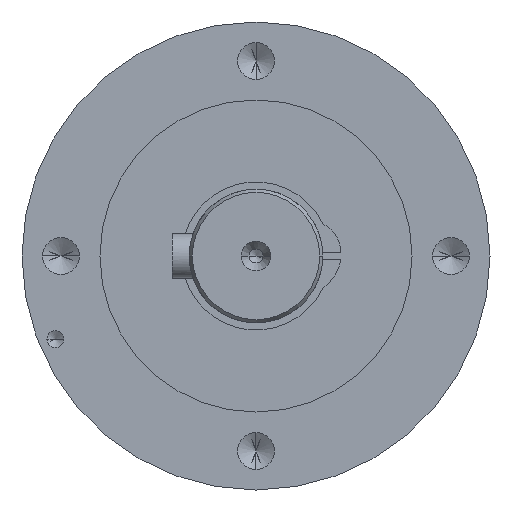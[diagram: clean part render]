
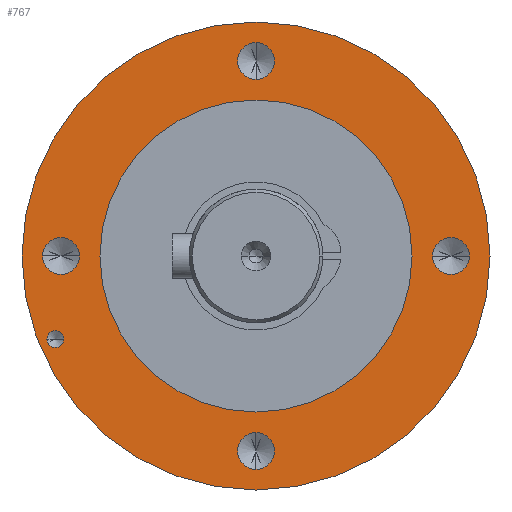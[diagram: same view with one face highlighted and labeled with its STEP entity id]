
A CAD part, left-side view. The second image highlights one B-rep face of the part: STEP entity #767.
In plain terms, the highlighted planar face has unit normal (-1, 0, 0).
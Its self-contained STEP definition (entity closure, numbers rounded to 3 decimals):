
#1=CARTESIAN_POINT('',(0.,0.,0.));
#2=DIRECTION('',(-1.,0.,0.));
#3=DIRECTION('',(0.,1.,0.));
#4=AXIS2_PLACEMENT_3D('',#1,#2,#3);
#6=CARTESIAN_POINT('',(0.,0.,0.));
#7=DIRECTION('',(1.,0.,0.));
#8=DIRECTION('',(0.,1.,0.));
#9=AXIS2_PLACEMENT_3D('',#6,#7,#8);
#11=CARTESIAN_POINT('',(0.,17.5,0.));
#12=DIRECTION('',(-1.,0.,0.));
#13=DIRECTION('',(0.,1.,0.));
#14=AXIS2_PLACEMENT_3D('',#11,#12,#13);
#16=CARTESIAN_POINT('',(0.,17.5,0.));
#17=DIRECTION('',(-1.,0.,0.));
#18=DIRECTION('',(0.,-1.,0.));
#19=AXIS2_PLACEMENT_3D('',#16,#17,#18);
#21=CARTESIAN_POINT('',(0.,0.,17.5));
#22=DIRECTION('',(-1.,0.,0.));
#23=DIRECTION('',(0.,0.,1.));
#24=AXIS2_PLACEMENT_3D('',#21,#22,#23);
#26=CARTESIAN_POINT('',(0.,0.,17.5));
#27=DIRECTION('',(-1.,0.,0.));
#28=DIRECTION('',(0.,0.,-1.));
#29=AXIS2_PLACEMENT_3D('',#26,#27,#28);
#31=CARTESIAN_POINT('',(0.,-17.5,0.));
#32=DIRECTION('',(-1.,0.,0.));
#33=DIRECTION('',(0.,-1.,0.));
#34=AXIS2_PLACEMENT_3D('',#31,#32,#33);
#36=CARTESIAN_POINT('',(0.,-17.5,0.));
#37=DIRECTION('',(-1.,0.,0.));
#38=DIRECTION('',(0.,1.,0.));
#39=AXIS2_PLACEMENT_3D('',#36,#37,#38);
#41=CARTESIAN_POINT('',(0.,0.,-17.5));
#42=DIRECTION('',(-1.,0.,0.));
#43=DIRECTION('',(0.,0.,-1.));
#44=AXIS2_PLACEMENT_3D('',#41,#42,#43);
#46=CARTESIAN_POINT('',(0.,0.,-17.5));
#47=DIRECTION('',(-1.,0.,0.));
#48=DIRECTION('',(0.,0.,1.));
#49=AXIS2_PLACEMENT_3D('',#46,#47,#48);
#51=CARTESIAN_POINT('',(0.,18.016,-7.462));
#52=DIRECTION('',(-1.,0.,0.));
#53=DIRECTION('',(0.,1.,0.));
#54=AXIS2_PLACEMENT_3D('',#51,#52,#53);
#56=CARTESIAN_POINT('',(0.,18.016,-7.462));
#57=DIRECTION('',(-1.,0.,0.));
#58=DIRECTION('',(0.,-1.,0.));
#59=AXIS2_PLACEMENT_3D('',#56,#57,#58);
#61=CARTESIAN_POINT('',(0.,0.,0.));
#62=DIRECTION('',(1.,0.,0.));
#63=DIRECTION('',(0.,1.,0.));
#64=AXIS2_PLACEMENT_3D('',#61,#62,#63);
#74=CARTESIAN_POINT('',(0.,0.,0.));
#75=DIRECTION('',(-1.,0.,0.));
#76=DIRECTION('',(0.,1.,0.));
#77=AXIS2_PLACEMENT_3D('',#74,#75,#76);
#573=CARTESIAN_POINT('',(0.,14.,0.));
#575=VERTEX_POINT('',#573);
#577=CARTESIAN_POINT('',(0.,-14.,0.));
#579=VERTEX_POINT('',#577);
#599=CARTESIAN_POINT('',(0.,19.15,0.));
#600=CARTESIAN_POINT('',(0.,15.85,0.));
#601=VERTEX_POINT('',#599);
#602=VERTEX_POINT('',#600);
#609=CARTESIAN_POINT('',(0.,0.,19.15));
#610=CARTESIAN_POINT('',(0.,0.,15.85));
#611=VERTEX_POINT('',#609);
#612=VERTEX_POINT('',#610);
#619=CARTESIAN_POINT('',(0.,-19.15,0.));
#620=CARTESIAN_POINT('',(0.,-15.85,0.));
#621=VERTEX_POINT('',#619);
#622=VERTEX_POINT('',#620);
#629=CARTESIAN_POINT('',(0.,0.,-19.15));
#630=CARTESIAN_POINT('',(0.,0.,-15.85));
#631=VERTEX_POINT('',#629);
#632=VERTEX_POINT('',#630);
#676=CARTESIAN_POINT('',(0.,21.,0.));
#677=CARTESIAN_POINT('',(0.,-21.,0.));
#678=VERTEX_POINT('',#676);
#679=VERTEX_POINT('',#677);
#708=CARTESIAN_POINT('',(0.,18.766,-7.462));
#709=CARTESIAN_POINT('',(0.,17.266,-7.462));
#710=VERTEX_POINT('',#708);
#711=VERTEX_POINT('',#709);
#720=CARTESIAN_POINT('',(0.,0.,0.));
#721=DIRECTION('',(1.,0.,0.));
#722=DIRECTION('',(0.,-1.,0.));
#723=AXIS2_PLACEMENT_3D('',#720,#721,#722);
#724=PLANE('',#723);
#726=ORIENTED_EDGE('',*,*,#725,.F.);
#728=ORIENTED_EDGE('',*,*,#727,.T.);
#729=EDGE_LOOP('',(#726,#728));
#730=FACE_OUTER_BOUND('',#729,.F.);
#732=ORIENTED_EDGE('',*,*,#731,.F.);
#734=ORIENTED_EDGE('',*,*,#733,.T.);
#735=EDGE_LOOP('',(#732,#734));
#736=FACE_BOUND('',#735,.F.);
#738=ORIENTED_EDGE('',*,*,#737,.T.);
#740=ORIENTED_EDGE('',*,*,#739,.T.);
#741=EDGE_LOOP('',(#738,#740));
#742=FACE_BOUND('',#741,.F.);
#744=ORIENTED_EDGE('',*,*,#743,.T.);
#746=ORIENTED_EDGE('',*,*,#745,.T.);
#747=EDGE_LOOP('',(#744,#746));
#748=FACE_BOUND('',#747,.F.);
#750=ORIENTED_EDGE('',*,*,#749,.T.);
#752=ORIENTED_EDGE('',*,*,#751,.T.);
#753=EDGE_LOOP('',(#750,#752));
#754=FACE_BOUND('',#753,.F.);
#756=ORIENTED_EDGE('',*,*,#755,.T.);
#758=ORIENTED_EDGE('',*,*,#757,.T.);
#759=EDGE_LOOP('',(#756,#758));
#760=FACE_BOUND('',#759,.F.);
#762=ORIENTED_EDGE('',*,*,#761,.T.);
#764=ORIENTED_EDGE('',*,*,#763,.T.);
#765=EDGE_LOOP('',(#762,#764));
#766=FACE_BOUND('',#765,.F.);
#5=CIRCLE('',#4,21.);
#10=CIRCLE('',#9,21.);
#15=CIRCLE('',#14,1.65);
#20=CIRCLE('',#19,1.65);
#25=CIRCLE('',#24,1.65);
#30=CIRCLE('',#29,1.65);
#35=CIRCLE('',#34,1.65);
#40=CIRCLE('',#39,1.65);
#45=CIRCLE('',#44,1.65);
#50=CIRCLE('',#49,1.65);
#55=CIRCLE('',#54,0.75);
#60=CIRCLE('',#59,0.75);
#65=CIRCLE('',#64,14.);
#78=CIRCLE('',#77,14.);
#725=EDGE_CURVE('',#678,#679,#5,.T.);
#727=EDGE_CURVE('',#678,#679,#10,.T.);
#731=EDGE_CURVE('',#575,#579,#65,.T.);
#733=EDGE_CURVE('',#575,#579,#78,.T.);
#737=EDGE_CURVE('',#601,#602,#15,.T.);
#739=EDGE_CURVE('',#602,#601,#20,.T.);
#743=EDGE_CURVE('',#611,#612,#25,.T.);
#745=EDGE_CURVE('',#612,#611,#30,.T.);
#749=EDGE_CURVE('',#621,#622,#35,.T.);
#751=EDGE_CURVE('',#622,#621,#40,.T.);
#755=EDGE_CURVE('',#631,#632,#45,.T.);
#757=EDGE_CURVE('',#632,#631,#50,.T.);
#761=EDGE_CURVE('',#710,#711,#55,.T.);
#763=EDGE_CURVE('',#711,#710,#60,.T.);
#767=ADVANCED_FACE('',(#730,#736,#742,#748,#754,#760,#766),#724,.F.);
